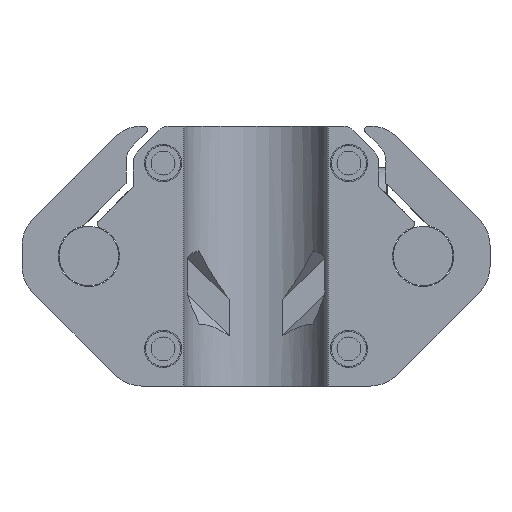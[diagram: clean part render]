
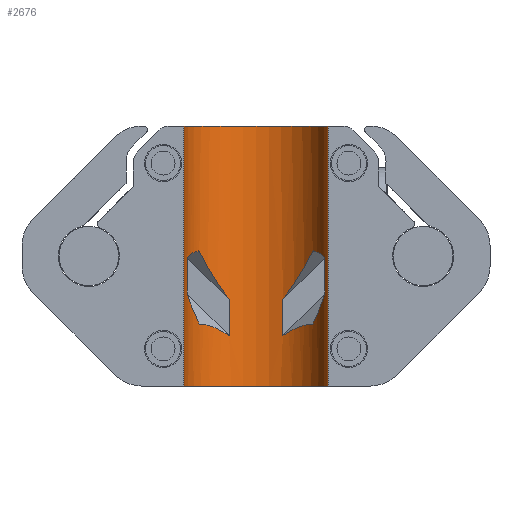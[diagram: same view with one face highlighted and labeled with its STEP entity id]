
A CAD part, left-side view. The second image highlights one B-rep face of the part: STEP entity #2676.
In plain terms, the highlighted cylindrical face has radius 9.7 mm (diameter 19.4 mm), a partial arc.
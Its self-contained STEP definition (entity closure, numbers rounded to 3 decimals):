
#23=ELLIPSE('',#2923,15.84,9.7);
#24=ELLIPSE('',#2925,15.84,9.7);
#25=ELLIPSE('',#2928,15.84,9.7);
#26=ELLIPSE('',#2930,15.84,9.7);
#27=ELLIPSE('',#2935,15.84,9.7);
#28=ELLIPSE('',#2937,15.84,9.7);
#29=ELLIPSE('',#2940,15.84,9.7);
#30=ELLIPSE('',#2942,15.84,9.7);
#63=FACE_BOUND('',#510,.T.);
#64=FACE_BOUND('',#511,.T.);
#323=FACE_OUTER_BOUND('',#509,.T.);
#509=EDGE_LOOP('',(#2348,#2349,#2350,#2351));
#510=EDGE_LOOP('',(#2352,#2353,#2354,#2355,#2356,#2357));
#511=EDGE_LOOP('',(#2358,#2359,#2360,#2361,#2362,#2363));
#563=LINE('',#3987,#793);
#682=LINE('',#4381,#912);
#689=LINE('',#4398,#919);
#696=LINE('',#4420,#926);
#703=LINE('',#4437,#933);
#754=LINE('',#4598,#984);
#793=VECTOR('',#3175,10.);
#912=VECTOR('',#3568,10.);
#919=VECTOR('',#3585,10.);
#926=VECTOR('',#3606,10.);
#933=VECTOR('',#3623,10.);
#984=VECTOR('',#3804,10.);
#1065=CIRCLE('',#2864,9.7);
#1119=CIRCLE('',#3008,9.7);
#1161=VERTEX_POINT('',#3984);
#1162=VERTEX_POINT('',#3986);
#1255=VERTEX_POINT('',#4231);
#1294=VERTEX_POINT('',#4365);
#1295=VERTEX_POINT('',#4366);
#1298=VERTEX_POINT('',#4374);
#1300=VERTEX_POINT('',#4380);
#1302=VERTEX_POINT('',#4386);
#1304=VERTEX_POINT('',#4392);
#1307=VERTEX_POINT('',#4404);
#1308=VERTEX_POINT('',#4405);
#1311=VERTEX_POINT('',#4413);
#1313=VERTEX_POINT('',#4419);
#1315=VERTEX_POINT('',#4425);
#1317=VERTEX_POINT('',#4431);
#1363=VERTEX_POINT('',#4596);
#1421=EDGE_CURVE('',#1161,#1162,#563,.T.);
#1544=EDGE_CURVE('',#1162,#1255,#1065,.T.);
#1607=EDGE_CURVE('',#1294,#1295,#23,.T.);
#1611=EDGE_CURVE('',#1295,#1298,#24,.T.);
#1614=EDGE_CURVE('',#1298,#1300,#682,.T.);
#1617=EDGE_CURVE('',#1300,#1302,#25,.T.);
#1620=EDGE_CURVE('',#1302,#1304,#26,.T.);
#1623=EDGE_CURVE('',#1304,#1294,#689,.T.);
#1626=EDGE_CURVE('',#1307,#1308,#27,.T.);
#1630=EDGE_CURVE('',#1308,#1311,#28,.T.);
#1633=EDGE_CURVE('',#1311,#1313,#696,.T.);
#1636=EDGE_CURVE('',#1313,#1315,#29,.T.);
#1639=EDGE_CURVE('',#1315,#1317,#30,.T.);
#1642=EDGE_CURVE('',#1317,#1307,#703,.T.);
#1719=EDGE_CURVE('',#1363,#1161,#1119,.T.);
#1720=EDGE_CURVE('',#1255,#1363,#754,.T.);
#2348=ORIENTED_EDGE('',*,*,#1544,.F.);
#2349=ORIENTED_EDGE('',*,*,#1421,.F.);
#2350=ORIENTED_EDGE('',*,*,#1719,.F.);
#2351=ORIENTED_EDGE('',*,*,#1720,.F.);
#2352=ORIENTED_EDGE('',*,*,#1617,.T.);
#2353=ORIENTED_EDGE('',*,*,#1620,.T.);
#2354=ORIENTED_EDGE('',*,*,#1623,.T.);
#2355=ORIENTED_EDGE('',*,*,#1607,.T.);
#2356=ORIENTED_EDGE('',*,*,#1611,.T.);
#2357=ORIENTED_EDGE('',*,*,#1614,.T.);
#2358=ORIENTED_EDGE('',*,*,#1636,.T.);
#2359=ORIENTED_EDGE('',*,*,#1639,.T.);
#2360=ORIENTED_EDGE('',*,*,#1642,.T.);
#2361=ORIENTED_EDGE('',*,*,#1626,.T.);
#2362=ORIENTED_EDGE('',*,*,#1630,.T.);
#2363=ORIENTED_EDGE('',*,*,#1633,.T.);
#2533=CYLINDRICAL_SURFACE('',#3007,9.7);
#2676=ADVANCED_FACE('',(#323,#63,#64),#2533,.F.);
#2864=AXIS2_PLACEMENT_3D('',#4232,#3401,#3402);
#2923=AXIS2_PLACEMENT_3D('',#4367,#3555,#3556);
#2925=AXIS2_PLACEMENT_3D('',#4375,#3562,#3563);
#2928=AXIS2_PLACEMENT_3D('',#4387,#3573,#3574);
#2930=AXIS2_PLACEMENT_3D('',#4393,#3579,#3580);
#2935=AXIS2_PLACEMENT_3D('',#4406,#3593,#3594);
#2937=AXIS2_PLACEMENT_3D('',#4414,#3600,#3601);
#2940=AXIS2_PLACEMENT_3D('',#4426,#3611,#3612);
#2942=AXIS2_PLACEMENT_3D('',#4432,#3617,#3618);
#3007=AXIS2_PLACEMENT_3D('',#4595,#3800,#3801);
#3008=AXIS2_PLACEMENT_3D('',#4597,#3802,#3803);
#3175=DIRECTION('',(0.,0.,-1.));
#3401=DIRECTION('center_axis',(0.,0.,1.));
#3402=DIRECTION('ref_axis',(-1.,0.,0.));
#3555=DIRECTION('center_axis',(-0.5,-0.612,0.612));
#3556=DIRECTION('ref_axis',(-0.387,-0.474,-0.791));
#3562=DIRECTION('center_axis',(0.5,-0.612,0.612));
#3563=DIRECTION('ref_axis',(-0.387,0.474,0.791));
#3568=DIRECTION('',(0.,0.,1.));
#3573=DIRECTION('center_axis',(0.5,0.612,-0.612));
#3574=DIRECTION('ref_axis',(-0.387,-0.474,-0.791));
#3579=DIRECTION('center_axis',(-0.5,0.612,-0.612));
#3580=DIRECTION('ref_axis',(-0.387,0.474,0.791));
#3585=DIRECTION('',(0.,0.,-1.));
#3593=DIRECTION('center_axis',(-0.5,-0.612,-0.612));
#3594=DIRECTION('ref_axis',(-0.387,-0.474,0.791));
#3600=DIRECTION('center_axis',(0.5,-0.612,-0.612));
#3601=DIRECTION('ref_axis',(-0.387,0.474,-0.791));
#3606=DIRECTION('',(0.,0.,-1.));
#3611=DIRECTION('center_axis',(0.5,0.612,0.612));
#3612=DIRECTION('ref_axis',(-0.387,-0.474,0.791));
#3617=DIRECTION('center_axis',(-0.5,0.612,0.612));
#3618=DIRECTION('ref_axis',(-0.387,0.474,-0.791));
#3623=DIRECTION('',(0.,0.,1.));
#3800=DIRECTION('center_axis',(0.,0.,-1.));
#3801=DIRECTION('ref_axis',(1.,0.,0.));
#3802=DIRECTION('center_axis',(0.,0.,-1.));
#3803=DIRECTION('ref_axis',(-1.,0.,0.));
#3804=DIRECTION('',(0.,0.,1.));
#3984=CARTESIAN_POINT('',(0.,-9.7,17.5));
#3986=CARTESIAN_POINT('',(0.,-9.7,-17.5));
#3987=CARTESIAN_POINT('',(0.,-9.7,17.5));
#4231=CARTESIAN_POINT('',(0.,9.7,-17.5));
#4232=CARTESIAN_POINT('Origin',(0.,0.,-17.5));
#4365=CARTESIAN_POINT('',(9.,3.618,-10.725));
#4366=CARTESIAN_POINT('',(6.,7.622,-9.171));
#4367=CARTESIAN_POINT('Origin',(0.,0.,-21.691));
#4374=CARTESIAN_POINT('',(3.,9.224,-5.119));
#4375=CARTESIAN_POINT('Origin',(0.,0.,-11.893));
#4380=CARTESIAN_POINT('',(3.,9.224,-0.22));
#4381=CARTESIAN_POINT('',(3.,9.224,17.5));
#4386=CARTESIAN_POINT('',(6.,7.622,0.627));
#4387=CARTESIAN_POINT('Origin',(0.,0.,-11.893));
#4392=CARTESIAN_POINT('',(9.,3.618,-5.826));
#4393=CARTESIAN_POINT('Origin',(0.,0.,-2.095));
#4398=CARTESIAN_POINT('',(9.,3.618,17.5));
#4404=CARTESIAN_POINT('',(9.,-3.618,-5.826));
#4405=CARTESIAN_POINT('',(6.,-7.622,0.627));
#4406=CARTESIAN_POINT('Origin',(0.,0.,-2.095));
#4413=CARTESIAN_POINT('',(3.,-9.224,-0.22));
#4414=CARTESIAN_POINT('Origin',(0.,0.,-11.893));
#4419=CARTESIAN_POINT('',(3.,-9.224,-5.119));
#4420=CARTESIAN_POINT('',(3.,-9.224,17.5));
#4425=CARTESIAN_POINT('',(6.,-7.622,-9.171));
#4426=CARTESIAN_POINT('Origin',(0.,0.,-11.893));
#4431=CARTESIAN_POINT('',(9.,-3.618,-10.725));
#4432=CARTESIAN_POINT('Origin',(0.,0.,-21.691));
#4437=CARTESIAN_POINT('',(9.,-3.618,17.5));
#4595=CARTESIAN_POINT('Origin',(0.,0.,17.5));
#4596=CARTESIAN_POINT('',(0.,9.7,17.5));
#4597=CARTESIAN_POINT('Origin',(0.,0.,17.5));
#4598=CARTESIAN_POINT('',(0.,9.7,17.5));
